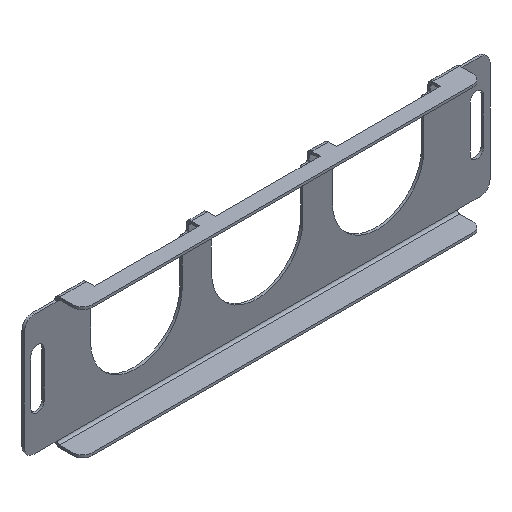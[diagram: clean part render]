
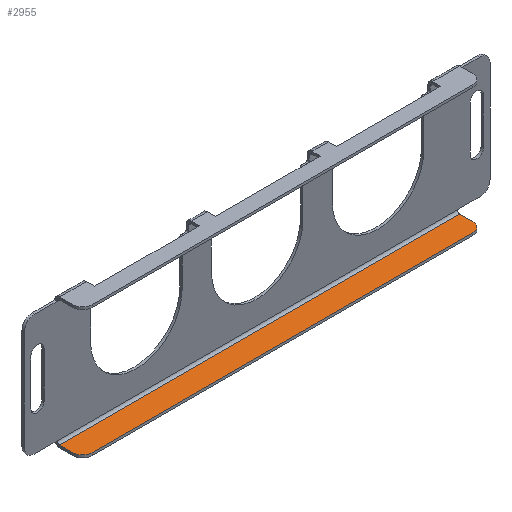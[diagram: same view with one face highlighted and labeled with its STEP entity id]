
A CAD part, isometric view. The second image highlights one B-rep face of the part: STEP entity #2955.
In plain terms, the highlighted planar face has unit normal (0, 0, 1).
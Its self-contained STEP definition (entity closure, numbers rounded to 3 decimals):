
#65 = VECTOR ( 'NONE', #2958, 1000. ) ;
#243 = ORIENTED_EDGE ( 'NONE', *, *, #1821, .T. ) ;
#264 = CARTESIAN_POINT ( 'NONE',  ( -116.5, -17., -38.5 ) ) ;
#362 = CARTESIAN_POINT ( 'NONE',  ( -122.5, -3., -38.5 ) ) ;
#364 = AXIS2_PLACEMENT_3D ( 'NONE', #2623, #952, #2329 ) ;
#384 = LINE ( 'NONE', #2005, #65 ) ;
#393 = EDGE_CURVE ( 'NONE', #1271, #2803, #384, .T. ) ;
#405 = VERTEX_POINT ( 'NONE', #362 ) ;
#496 = CARTESIAN_POINT ( 'NONE',  ( 116.5, -17., -38.5 ) ) ;
#565 = EDGE_CURVE ( 'NONE', #918, #2632, #2931, .T. ) ;
#606 = ORIENTED_EDGE ( 'NONE', *, *, #1520, .T. ) ;
#646 = DIRECTION ( 'NONE',  ( 0., 0., -1. ) ) ;
#726 = AXIS2_PLACEMENT_3D ( 'NONE', #2741, #646, #1546 ) ;
#749 = CARTESIAN_POINT ( 'NONE',  ( -116.5, -11., -38.5 ) ) ;
#753 = CARTESIAN_POINT ( 'NONE',  ( -122.5, -11., -38.5 ) ) ;
#864 = LINE ( 'NONE', #2759, #1929 ) ;
#868 = EDGE_CURVE ( 'NONE', #2803, #918, #1710, .T. ) ;
#918 = VERTEX_POINT ( 'NONE', #1409 ) ;
#952 = DIRECTION ( 'NONE',  ( 0., 0., 1. ) ) ;
#963 = EDGE_LOOP ( 'NONE', ( #243, #606, #1937, #3083, #2212, #1370 ) ) ;
#1123 = DIRECTION ( 'NONE',  ( 0., -1., 0. ) ) ;
#1271 = VERTEX_POINT ( 'NONE', #264 ) ;
#1273 = VERTEX_POINT ( 'NONE', #753 ) ;
#1350 = FACE_OUTER_BOUND ( 'NONE', #963, .T. ) ;
#1370 = ORIENTED_EDGE ( 'NONE', *, *, #1867, .F. ) ;
#1409 = CARTESIAN_POINT ( 'NONE',  ( 122.5, -11., -38.5 ) ) ;
#1520 = EDGE_CURVE ( 'NONE', #1273, #1271, #2968, .T. ) ;
#1546 = DIRECTION ( 'NONE',  ( 0., 1., 0. ) ) ;
#1710 = CIRCLE ( 'NONE', #364, 6. ) ;
#1769 = LINE ( 'NONE', #1832, #2625 ) ;
#1821 = EDGE_CURVE ( 'NONE', #405, #1273, #1769, .T. ) ;
#1832 = CARTESIAN_POINT ( 'NONE',  ( -122.5, 0., -38.5 ) ) ;
#1867 = EDGE_CURVE ( 'NONE', #405, #2632, #864, .T. ) ;
#1929 = VECTOR ( 'NONE', #3004, 1000. ) ;
#1937 = ORIENTED_EDGE ( 'NONE', *, *, #393, .T. ) ;
#1954 = CARTESIAN_POINT ( 'NONE',  ( 122.5, 0., -38.5 ) ) ;
#2005 = CARTESIAN_POINT ( 'NONE',  ( 0., -17., -38.5 ) ) ;
#2058 = CARTESIAN_POINT ( 'NONE',  ( 122.5, -3., -38.5 ) ) ;
#2078 = PLANE ( 'NONE',  #726 ) ;
#2212 = ORIENTED_EDGE ( 'NONE', *, *, #565, .T. ) ;
#2329 = DIRECTION ( 'NONE',  ( 0., 1., 0. ) ) ;
#2392 = VECTOR ( 'NONE', #2446, 1000. ) ;
#2420 = DIRECTION ( 'NONE',  ( 0., 0., 1. ) ) ;
#2446 = DIRECTION ( 'NONE',  ( 0., 1., 0. ) ) ;
#2623 = CARTESIAN_POINT ( 'NONE',  ( 116.5, -11., -38.5 ) ) ;
#2625 = VECTOR ( 'NONE', #1123, 1000. ) ;
#2626 = DIRECTION ( 'NONE',  ( 0., 1., 0. ) ) ;
#2632 = VERTEX_POINT ( 'NONE', #2058 ) ;
#2741 = CARTESIAN_POINT ( 'NONE',  ( 0., 0., -38.5 ) ) ;
#2759 = CARTESIAN_POINT ( 'NONE',  ( -142.5, -3., -38.5 ) ) ;
#2803 = VERTEX_POINT ( 'NONE', #496 ) ;
#2931 = LINE ( 'NONE', #1954, #2392 ) ;
#2955 = ADVANCED_FACE ( 'NONE', ( #1350 ), #2078, .F. ) ;
#2958 = DIRECTION ( 'NONE',  ( 1., 0., 0. ) ) ;
#2968 = CIRCLE ( 'NONE', #3073, 6. ) ;
#3004 = DIRECTION ( 'NONE',  ( 1., 0., 0. ) ) ;
#3073 = AXIS2_PLACEMENT_3D ( 'NONE', #749, #2420, #2626 ) ;
#3083 = ORIENTED_EDGE ( 'NONE', *, *, #868, .T. ) ;
